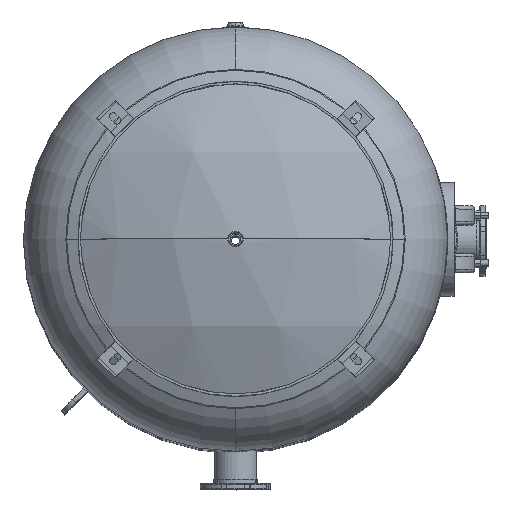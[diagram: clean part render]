
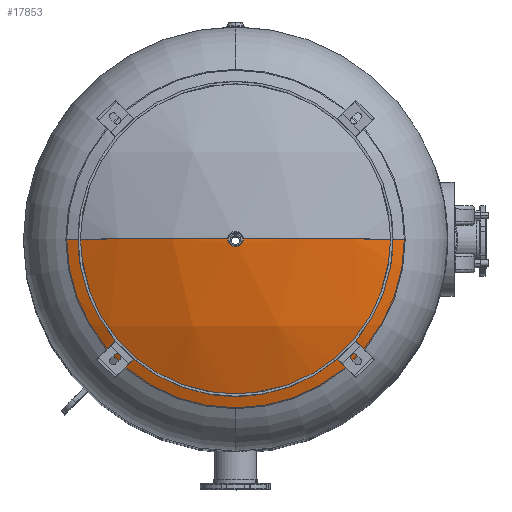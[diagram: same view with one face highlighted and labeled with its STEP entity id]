
A CAD part, top view. The second image highlights one B-rep face of the part: STEP entity #17853.
In plain terms, the highlighted spherical face has radius 1508.76 mm.
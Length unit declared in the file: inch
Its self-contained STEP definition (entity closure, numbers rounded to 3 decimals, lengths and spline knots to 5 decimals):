
#290 = EDGE_LOOP ( 'NONE', ( #6191, #6190, #6189, #6188, #6185 ) ) ;
#779 = CIRCLE ( 'NONE', #782, 59.4 ) ;
#781 = CIRCLE ( 'NONE', #785, 26.4 ) ;
#782 = AXIS2_PLACEMENT_3D ( 'NONE', #2906, #2907, #2908 ) ;
#783 = CIRCLE ( 'NONE', #791, 59.4 ) ;
#784 = CIRCLE ( 'NONE', #787, 26.4 ) ;
#785 = AXIS2_PLACEMENT_3D ( 'NONE', #2910, #2911, #2912 ) ;
#786 = CIRCLE ( 'NONE', #789, 1.065 ) ;
#787 = AXIS2_PLACEMENT_3D ( 'NONE', #2913, #2914, #2916 ) ;
#789 = AXIS2_PLACEMENT_3D ( 'NONE', #2918, #2920, #2921 ) ;
#791 = AXIS2_PLACEMENT_3D ( 'NONE', #2923, #2925, #2926 ) ;
#2603 = CARTESIAN_POINT ( 'NONE',  ( 26.4, 0., 107.9359 ) ) ;
#2604 = CARTESIAN_POINT ( 'NONE',  ( 1.065, 0., 114.11545 ) ) ;
#2609 = CARTESIAN_POINT ( 'NONE',  ( -1.065, 0., 114.11545 ) ) ;
#2610 = CARTESIAN_POINT ( 'NONE',  ( 0., -26.4, 107.9359 ) ) ;
#2612 = CARTESIAN_POINT ( 'NONE',  ( -26.4, 0., 107.9359 ) ) ;
#2906 = CARTESIAN_POINT ( 'NONE',  ( 0., 0., 54.725 ) ) ;
#2907 = DIRECTION ( 'NONE',  ( 0., 1., 0. ) ) ;
#2908 = DIRECTION ( 'NONE',  ( 0., 0., 1. ) ) ;
#2910 = CARTESIAN_POINT ( 'NONE',  ( 0., 0., 107.9359 ) ) ;
#2911 = DIRECTION ( 'NONE',  ( 0., 0., -1. ) ) ;
#2912 = DIRECTION ( 'NONE',  ( 0., 1., 0. ) ) ;
#2913 = CARTESIAN_POINT ( 'NONE',  ( 0., 0., 107.9359 ) ) ;
#2914 = DIRECTION ( 'NONE',  ( 0., 0., -1. ) ) ;
#2916 = DIRECTION ( 'NONE',  ( 0., 1., 0. ) ) ;
#2918 = CARTESIAN_POINT ( 'NONE',  ( 0., 0., 114.11545 ) ) ;
#2920 = DIRECTION ( 'NONE',  ( 0., 0., 1. ) ) ;
#2921 = DIRECTION ( 'NONE',  ( -1., 0., 0. ) ) ;
#2923 = CARTESIAN_POINT ( 'NONE',  ( 0., 0., 54.725 ) ) ;
#2925 = DIRECTION ( 'NONE',  ( 0., -1., 0. ) ) ;
#2926 = DIRECTION ( 'NONE',  ( 0., 0., -1. ) ) ;
#6185 = ORIENTED_EDGE ( 'NONE', *, *, #18270, .F. ) ;
#6188 = ORIENTED_EDGE ( 'NONE', *, *, #18272, .F. ) ;
#6189 = ORIENTED_EDGE ( 'NONE', *, *, #18273, .F. ) ;
#6190 = ORIENTED_EDGE ( 'NONE', *, *, #18275, .T. ) ;
#6191 = ORIENTED_EDGE ( 'NONE', *, *, #18274, .F. ) ;
#8892 = CARTESIAN_POINT ( 'NONE',  ( 0., 0., 54.725 ) ) ;
#8893 = FACE_OUTER_BOUND ( 'NONE', #290, .T. ) ;
#9292 = SPHERICAL_SURFACE ( 'NONE', #15504, 59.4 ) ;
#9295 = DIRECTION ( 'NONE',  ( 0., -1., 0. ) ) ;
#9296 = DIRECTION ( 'NONE',  ( 1., 0., 0. ) ) ;
#15504 = AXIS2_PLACEMENT_3D ( 'NONE', #8892, #9295, #9296 ) ;
#17853 = ADVANCED_FACE ( 'NONE', ( #8893 ), #9292, .T. ) ;
#18270 = EDGE_CURVE ( 'NONE', #19567, #19566, #779, .T. ) ;
#18272 = EDGE_CURVE ( 'NONE', #19566, #19573, #781, .T. ) ;
#18273 = EDGE_CURVE ( 'NONE', #19573, #19575, #784, .T. ) ;
#18274 = EDGE_CURVE ( 'NONE', #19572, #19567, #786, .T. ) ;
#18275 = EDGE_CURVE ( 'NONE', #19572, #19575, #783, .T. ) ;
#19566 = VERTEX_POINT ( 'NONE', #2603 ) ;
#19567 = VERTEX_POINT ( 'NONE', #2604 ) ;
#19572 = VERTEX_POINT ( 'NONE', #2609 ) ;
#19573 = VERTEX_POINT ( 'NONE', #2610 ) ;
#19575 = VERTEX_POINT ( 'NONE', #2612 ) ;
